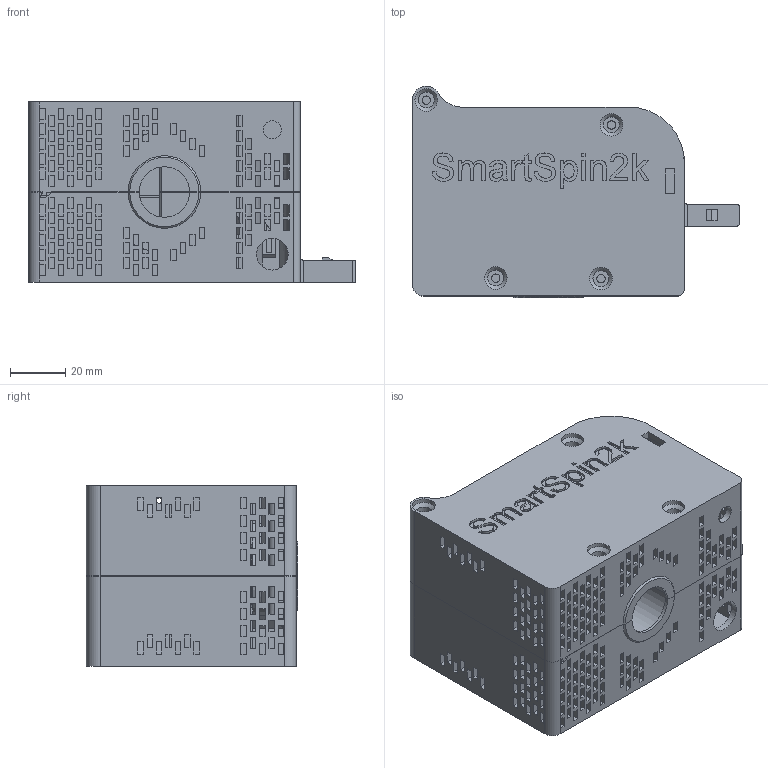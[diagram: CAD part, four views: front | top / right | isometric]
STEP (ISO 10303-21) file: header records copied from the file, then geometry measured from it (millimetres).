
FILE_DESCRIPTION(/* description */ (''),/* implementation_level */ '2;1');
FILE_NAME(/* name */ 'Motor mount and heat set insert mod.step',/* time_stamp */ '2021-11-21T11:18:27-05:00',/* author */ (''),/* organization */ (''),/* preprocessor_version */ 'ST-DEVELOPER v18.1',/* originating_system */ 'Autodesk Translation Framework v10.10.0.1391',/* authorisation */ '');
FILE_SCHEMA (('AUTOMOTIVE_DESIGN { 1 0 10303 214 3 1 1 }'));
Length unit declared in the file: millimetre
Products named in the file (1): Motor mount and heat set insert mod
Bounding box: 118.49 x 76.59 x 65.4 mm (x, y, z)
Volume: 101588.7 mm3; surface area: 91963.7 mm2
Topology: 2 solids, 2 shells, 1641 faces, 4897 edges, 3245 vertices
Faces by surface type: plane 1391, bspline 172, cylinder 69, cone 9
Full cylindrical faces by diameter (mm): 1.5 x2, 2 x2, 3 x4, 4.7 x4, 5.8 x4, 6.5 x1, 8.2 x4, 11.5 x1
Entity records: 63675 total; most frequent: CARTESIAN_POINT 19542, ORIENTED_EDGE 9794, DIRECTION 7651, EDGE_CURVE 4897, LINE 4379, VECTOR 4379, VERTEX_POINT 3245, EDGE_LOOP 2156
